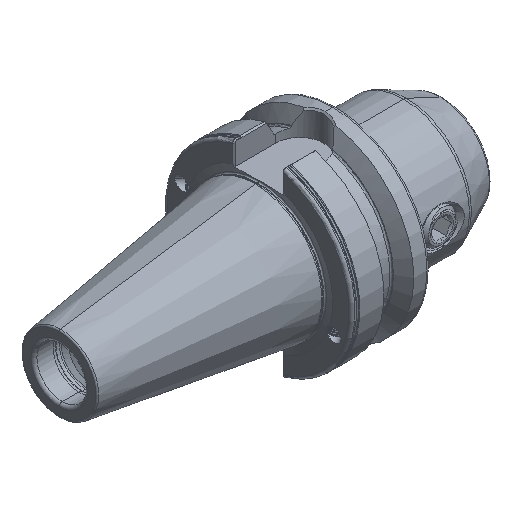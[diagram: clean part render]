
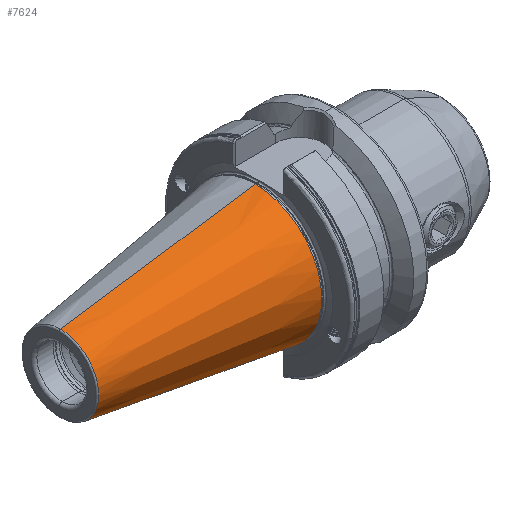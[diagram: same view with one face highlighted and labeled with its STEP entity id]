
A CAD part, isometric view. The second image highlights one B-rep face of the part: STEP entity #7624.
In plain terms, the highlighted conical face has half-angle 8.297 degrees and reference radius 22.24 mm.
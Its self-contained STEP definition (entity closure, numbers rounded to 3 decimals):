
#581 = CARTESIAN_POINT ( 'NONE',  ( -0.9, 0., -22.24 ) ) ;
#596 = DIRECTION ( 'NONE',  ( 0.99, 0., -0.144 ) ) ;
#773 = DIRECTION ( 'NONE',  ( 0.99, 0., 0.144 ) ) ;
#800 = CARTESIAN_POINT ( 'NONE',  ( -0.9, 0., 22.24 ) ) ;
#1529 = CARTESIAN_POINT ( 'NONE',  ( -0.9, 0., -22.24 ) ) ;
#1534 = CARTESIAN_POINT ( 'NONE',  ( -0.9, 0., 22.24 ) ) ;
#1538 = CARTESIAN_POINT ( 'NONE',  ( -65.972, 0., 12.75 ) ) ;
#1548 = CARTESIAN_POINT ( 'NONE',  ( -65.972, 0., -12.75 ) ) ;
#4682 = LINE ( 'NONE', #581, #4711 ) ;
#4711 = VECTOR ( 'NONE', #596, 1000. ) ;
#4716 = LINE ( 'NONE', #800, #4719 ) ;
#4719 = VECTOR ( 'NONE', #773, 1000. ) ;
#5006 = CIRCLE ( 'NONE', #7307, 12.75 ) ;
#6429 = CIRCLE ( 'NONE', #10896, 22.24 ) ;
#6480 = CONICAL_SURFACE ( 'NONE', #10944, 22.24, 0.145 ) ;
#6499 = FACE_OUTER_BOUND ( 'NONE', #18824, .T. ) ;
#7150 = EDGE_CURVE ( 'NONE', #9235, #9315, #5006, .T. ) ;
#7307 = AXIS2_PLACEMENT_3D ( 'NONE', #16140, #16139, #16101 ) ;
#7349 = EDGE_CURVE ( 'NONE', #9315, #9257, #4682, .T. ) ;
#7389 = EDGE_CURVE ( 'NONE', #9235, #9244, #4716, .T. ) ;
#7567 = EDGE_CURVE ( 'NONE', #9244, #9257, #6429, .T. ) ;
#7624 = ADVANCED_FACE ( 'NONE', ( #6499 ), #6480, .T. ) ;
#9235 = VERTEX_POINT ( 'NONE', #1538 ) ;
#9244 = VERTEX_POINT ( 'NONE', #1534 ) ;
#9257 = VERTEX_POINT ( 'NONE', #1529 ) ;
#9315 = VERTEX_POINT ( 'NONE', #1548 ) ;
#10494 = CARTESIAN_POINT ( 'NONE',  ( -0.9, 0., 0. ) ) ;
#10504 = DIRECTION ( 'NONE',  ( 1., 0., 0. ) ) ;
#10505 = DIRECTION ( 'NONE',  ( 0., 0., -1. ) ) ;
#10896 = AXIS2_PLACEMENT_3D ( 'NONE', #18458, #18459, #18463 ) ;
#10944 = AXIS2_PLACEMENT_3D ( 'NONE', #10494, #10504, #10505 ) ;
#12488 = ORIENTED_EDGE ( 'NONE', *, *, #7349, .T. ) ;
#12502 = ORIENTED_EDGE ( 'NONE', *, *, #7567, .F. ) ;
#12510 = ORIENTED_EDGE ( 'NONE', *, *, #7389, .F. ) ;
#12518 = ORIENTED_EDGE ( 'NONE', *, *, #7150, .T. ) ;
#16101 = DIRECTION ( 'NONE',  ( 0., 0., -1. ) ) ;
#16139 = DIRECTION ( 'NONE',  ( 1., 0., 0. ) ) ;
#16140 = CARTESIAN_POINT ( 'NONE',  ( -65.972, 0., 0. ) ) ;
#18458 = CARTESIAN_POINT ( 'NONE',  ( -0.9, 0., 0. ) ) ;
#18459 = DIRECTION ( 'NONE',  ( 1., 0., 0. ) ) ;
#18463 = DIRECTION ( 'NONE',  ( 0., 0., -1. ) ) ;
#18824 = EDGE_LOOP ( 'NONE', ( #12510, #12518, #12488, #12502 ) ) ;
